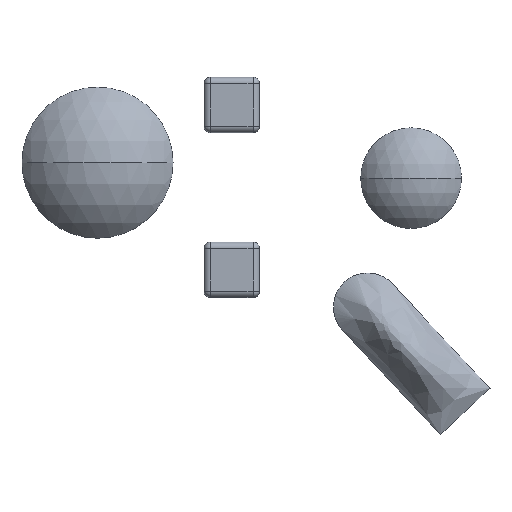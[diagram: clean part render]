
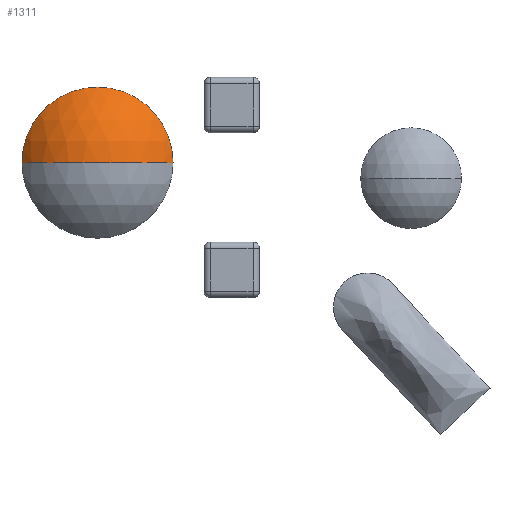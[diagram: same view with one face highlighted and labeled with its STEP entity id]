
A CAD part, top view. The second image highlights one B-rep face of the part: STEP entity #1311.
In plain terms, the highlighted spherical face has radius 7.5 mm.
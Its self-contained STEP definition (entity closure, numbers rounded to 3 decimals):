
#30 = VERTEX_POINT ( 'NONE', #488 ) ;
#45 = DIRECTION ( 'NONE',  ( -1., 0., 0. ) ) ;
#46 = EDGE_CURVE ( 'NONE', #548, #339, #1332, .T. ) ;
#100 = DIRECTION ( 'NONE',  ( 0., 0., 1. ) ) ;
#127 = SPHERICAL_SURFACE ( 'NONE', #537, 7.5 ) ;
#186 = CARTESIAN_POINT ( 'NONE',  ( 0., 0., -4.2 ) ) ;
#222 = EDGE_LOOP ( 'NONE', ( #1390, #1010, #497 ) ) ;
#245 = CIRCLE ( 'NONE', #294, 7.5 ) ;
#294 = AXIS2_PLACEMENT_3D ( 'NONE', #186, #311, #1159 ) ;
#311 = DIRECTION ( 'NONE',  ( 0., -1., 0. ) ) ;
#336 = CIRCLE ( 'NONE', #1294, 7.5 ) ;
#339 = VERTEX_POINT ( 'NONE', #798 ) ;
#360 = DIRECTION ( 'NONE',  ( 1., 0., 0. ) ) ;
#410 = DIRECTION ( 'NONE',  ( 0., 1., 0. ) ) ;
#443 = AXIS2_PLACEMENT_3D ( 'NONE', #822, #100, #360 ) ;
#488 = CARTESIAN_POINT ( 'NONE',  ( 0., 0., 3.3 ) ) ;
#497 = ORIENTED_EDGE ( 'NONE', *, *, #1288, .F. ) ;
#537 = AXIS2_PLACEMENT_3D ( 'NONE', #667, #660, #1382 ) ;
#548 = VERTEX_POINT ( 'NONE', #1315 ) ;
#657 = CARTESIAN_POINT ( 'NONE',  ( 0., 0., -4.2 ) ) ;
#660 = DIRECTION ( 'NONE',  ( 0., 1., 0. ) ) ;
#667 = CARTESIAN_POINT ( 'NONE',  ( 0., 0., -4.2 ) ) ;
#798 = CARTESIAN_POINT ( 'NONE',  ( -6., 0., 0.3 ) ) ;
#822 = CARTESIAN_POINT ( 'NONE',  ( 0., 0., 0.3 ) ) ;
#919 = FACE_OUTER_BOUND ( 'NONE', #222, .T. ) ;
#1010 = ORIENTED_EDGE ( 'NONE', *, *, #1146, .T. ) ;
#1146 = EDGE_CURVE ( 'NONE', #339, #30, #336, .T. ) ;
#1159 = DIRECTION ( 'NONE',  ( 0., 0., -1. ) ) ;
#1288 = EDGE_CURVE ( 'NONE', #548, #30, #245, .T. ) ;
#1294 = AXIS2_PLACEMENT_3D ( 'NONE', #657, #410, #45 ) ;
#1311 = ADVANCED_FACE ( 'NONE', ( #919 ), #127, .T. ) ;
#1315 = CARTESIAN_POINT ( 'NONE',  ( 6., 0., 0.3 ) ) ;
#1332 = CIRCLE ( 'NONE', #443, 6. ) ;
#1382 = DIRECTION ( 'NONE',  ( 1., 0., 0. ) ) ;
#1390 = ORIENTED_EDGE ( 'NONE', *, *, #46, .T. ) ;
